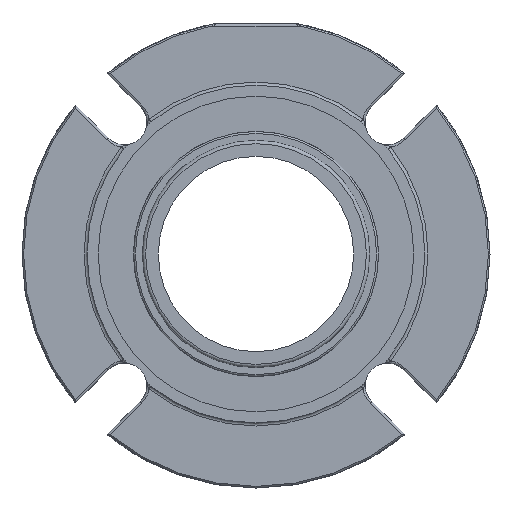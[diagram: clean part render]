
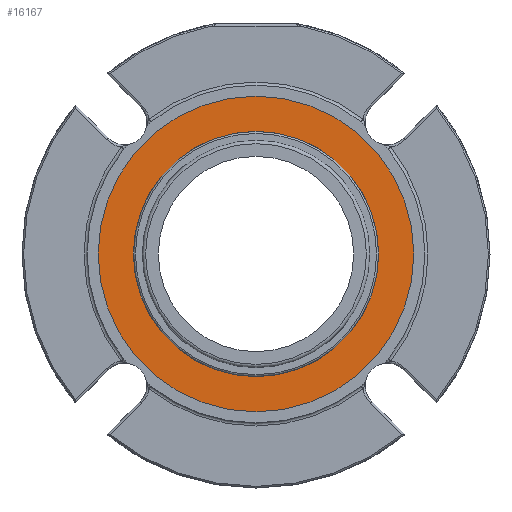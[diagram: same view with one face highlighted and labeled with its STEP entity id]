
A CAD part, front view. The second image highlights one B-rep face of the part: STEP entity #16167.
In plain terms, the highlighted planar face has unit normal (0, -1, 0).
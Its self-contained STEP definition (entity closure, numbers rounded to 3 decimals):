
#2109=PLANE('',#17345);
#5524=ORIENTED_EDGE('',*,*,#7239,.T.);
#5525=ORIENTED_EDGE('',*,*,#7238,.T.);
#7238=EDGE_CURVE('',#8316,#8316,#8914,.F.);
#7239=EDGE_CURVE('',#8317,#8317,#8915,.T.);
#8316=VERTEX_POINT('',#29584);
#8317=VERTEX_POINT('',#29587);
#8914=CIRCLE('',#17344,56.515);
#8915=CIRCLE('',#17346,72.733);
#9682=EDGE_LOOP('',(#5524));
#9683=EDGE_LOOP('',(#5525));
#10454=FACE_BOUND('',#9682,.T.);
#10455=FACE_BOUND('',#9683,.T.);
#16167=ADVANCED_FACE('',(#10454,#10455),#2109,.T.);
#17344=AXIS2_PLACEMENT_3D('',#29583,#20166,#20167);
#17345=AXIS2_PLACEMENT_3D('',#29585,#20168,#20169);
#17346=AXIS2_PLACEMENT_3D('',#29586,#20170,#20171);
#20166=DIRECTION('',(0.,-1.,0.));
#20167=DIRECTION('',(1.,0.,0.));
#20168=DIRECTION('',(0.,-1.,0.));
#20169=DIRECTION('',(0.,0.,-1.));
#20170=DIRECTION('',(0.,-1.,0.));
#20171=DIRECTION('',(0.,0.,-1.));
#29583=CARTESIAN_POINT('',(0.,-3.512,0.));
#29584=CARTESIAN_POINT('',(56.515,-3.512,0.));
#29585=CARTESIAN_POINT('',(0.,-3.512,-60.325));
#29586=CARTESIAN_POINT('',(0.,-3.512,0.));
#29587=CARTESIAN_POINT('',(0.,-3.512,-72.733));
